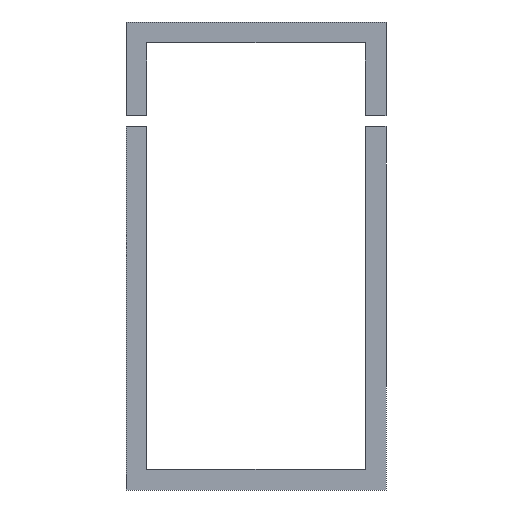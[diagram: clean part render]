
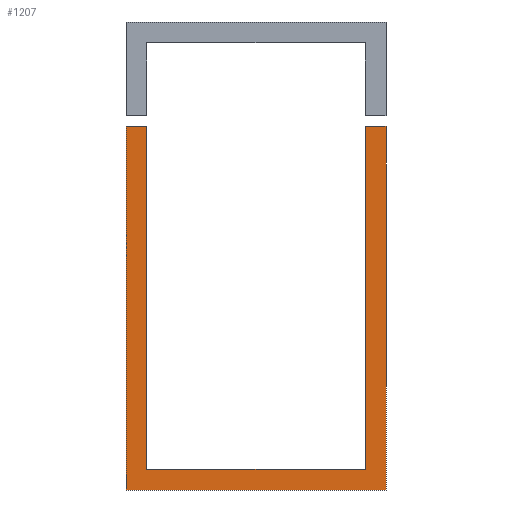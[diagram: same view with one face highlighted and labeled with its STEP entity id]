
A CAD part, front view. The second image highlights one B-rep face of the part: STEP entity #1207.
In plain terms, the highlighted planar face has unit normal (0, -1, 0).
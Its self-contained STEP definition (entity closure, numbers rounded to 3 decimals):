
#918 = VERTEX_POINT('',#919);
#919 = CARTESIAN_POINT('',(-12.5,-9.,-17.5));
#927 = VERTEX_POINT('',#928);
#928 = CARTESIAN_POINT('',(12.5,-9.,-17.5));
#934 = EDGE_CURVE('',#918,#927,#935,.T.);
#935 = LINE('',#936,#937);
#936 = CARTESIAN_POINT('',(-12.5,-9.,-17.5));
#937 = VECTOR('',#938,1.);
#938 = DIRECTION('',(1.,0.,0.));
#1182 = VERTEX_POINT('',#1183);
#1183 = CARTESIAN_POINT('',(12.5,-9.,17.5));
#1189 = EDGE_CURVE('',#1182,#1190,#1192,.T.);
#1190 = VERTEX_POINT('',#1191);
#1191 = CARTESIAN_POINT('',(10.5,-9.,17.5));
#1192 = LINE('',#1193,#1194);
#1193 = CARTESIAN_POINT('',(12.5,-9.,17.5));
#1194 = VECTOR('',#1195,1.);
#1195 = DIRECTION('',(-1.,0.,0.));
#1207 = ADVANCED_FACE('',(#1208),#1256,.F.);
#1208 = FACE_BOUND('',#1209,.T.);
#1209 = EDGE_LOOP('',(#1210,#1211,#1217,#1218,#1226,#1234,#1242,#1250));
#1210 = ORIENTED_EDGE('',*,*,#934,.T.);
#1211 = ORIENTED_EDGE('',*,*,#1212,.T.);
#1212 = EDGE_CURVE('',#927,#1182,#1213,.T.);
#1213 = LINE('',#1214,#1215);
#1214 = CARTESIAN_POINT('',(12.5,-9.,-17.5));
#1215 = VECTOR('',#1216,1.);
#1216 = DIRECTION('',(0.,0.,1.));
#1217 = ORIENTED_EDGE('',*,*,#1189,.T.);
#1218 = ORIENTED_EDGE('',*,*,#1219,.T.);
#1219 = EDGE_CURVE('',#1190,#1220,#1222,.T.);
#1220 = VERTEX_POINT('',#1221);
#1221 = CARTESIAN_POINT('',(10.5,-9.,-15.5));
#1222 = LINE('',#1223,#1224);
#1223 = CARTESIAN_POINT('',(10.5,-9.,17.5));
#1224 = VECTOR('',#1225,1.);
#1225 = DIRECTION('',(0.,0.,-1.));
#1226 = ORIENTED_EDGE('',*,*,#1227,.T.);
#1227 = EDGE_CURVE('',#1220,#1228,#1230,.T.);
#1228 = VERTEX_POINT('',#1229);
#1229 = CARTESIAN_POINT('',(-10.5,-9.,-15.5));
#1230 = LINE('',#1231,#1232);
#1231 = CARTESIAN_POINT('',(10.5,-9.,-15.5));
#1232 = VECTOR('',#1233,1.);
#1233 = DIRECTION('',(-1.,0.,0.));
#1234 = ORIENTED_EDGE('',*,*,#1235,.T.);
#1235 = EDGE_CURVE('',#1228,#1236,#1238,.T.);
#1236 = VERTEX_POINT('',#1237);
#1237 = CARTESIAN_POINT('',(-10.5,-9.,17.5));
#1238 = LINE('',#1239,#1240);
#1239 = CARTESIAN_POINT('',(-10.5,-9.,-15.5));
#1240 = VECTOR('',#1241,1.);
#1241 = DIRECTION('',(0.,0.,1.));
#1242 = ORIENTED_EDGE('',*,*,#1243,.T.);
#1243 = EDGE_CURVE('',#1236,#1244,#1246,.T.);
#1244 = VERTEX_POINT('',#1245);
#1245 = CARTESIAN_POINT('',(-12.5,-9.,17.5));
#1246 = LINE('',#1247,#1248);
#1247 = CARTESIAN_POINT('',(-10.5,-9.,17.5));
#1248 = VECTOR('',#1249,1.);
#1249 = DIRECTION('',(-1.,0.,0.));
#1250 = ORIENTED_EDGE('',*,*,#1251,.T.);
#1251 = EDGE_CURVE('',#1244,#918,#1252,.T.);
#1252 = LINE('',#1253,#1254);
#1253 = CARTESIAN_POINT('',(-12.5,-9.,17.5));
#1254 = VECTOR('',#1255,1.);
#1255 = DIRECTION('',(0.,0.,-1.));
#1256 = PLANE('',#1257);
#1257 = AXIS2_PLACEMENT_3D('',#1258,#1259,#1260);
#1258 = CARTESIAN_POINT('',(0.,-9.,-3.371));
#1259 = DIRECTION('',(0.,1.,0.));
#1260 = DIRECTION('',(0.,0.,1.));
